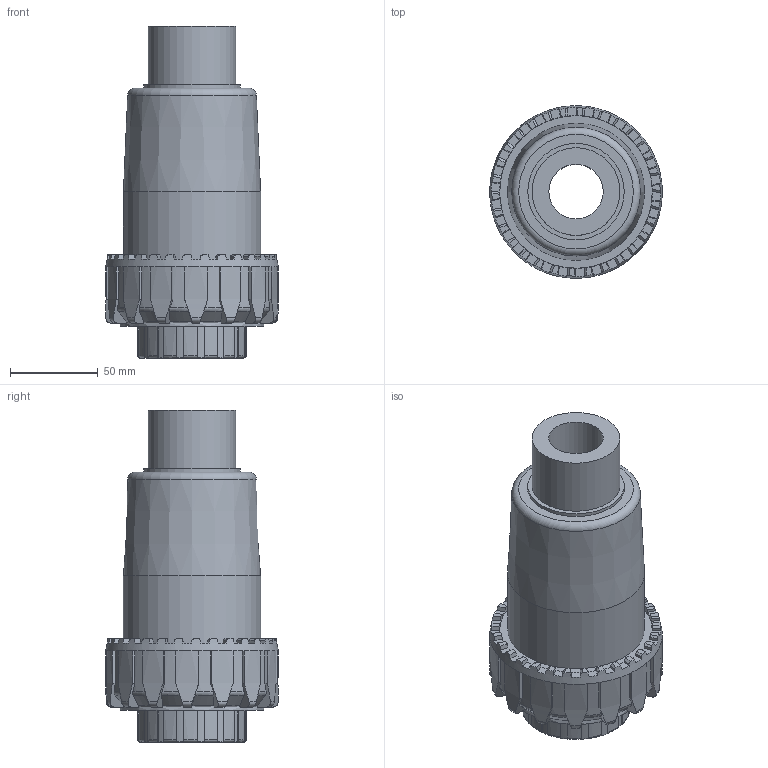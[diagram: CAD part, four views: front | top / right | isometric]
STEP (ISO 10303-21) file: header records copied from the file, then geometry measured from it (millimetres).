
FILE_DESCRIPTION(/* description */ (''),/* implementation_level */ '2;1');
FILE_NAME(/* name */ 'VZIV050E.iam.stp',/* time_stamp */ '2013-10-01T10:47:51+02:00',/* author */ ('bfaro'),/* organization */ (''),/* preprocessor_version */ 'ST-DEVELOPER v15.2',/* originating_system */ 'Autodesk Inventor 2014',/* authorisation */ '');
FILE_SCHEMA (('AUTOMOTIVE_DESIGN { 1 0 10303 214 3 1 1 }'));
Length unit declared in the file: millimetre
Products named in the file (4): cassa VA-VZ 50; NTVKD050V; ENDIV050; VZIV050E
Bounding box: 98.29 x 98.3 x 189.2 mm (x, y, z)
Volume: 406062.3 mm3; surface area: 116144 mm2
Topology: 3 solids, 3 shells, 449 faces, 1275 edges, 838 vertices
Faces by surface type: plane 332, cylinder 67, torus 33, cone 17
Full cylindrical faces by diameter (mm): 31 x1, 40 x1, 50 x2, 55 x1, 62 x1, 62.4 x1, 68 x1, 74 x1, 77.8 x1, 78.152 x1, 81.9 x1, 87 x1
Entity records: 15053 total; most frequent: CARTESIAN_POINT 3053, DIRECTION 2664, ORIENTED_EDGE 2506, EDGE_CURVE 1253, AXIS2_PLACEMENT_3D 1060, VERTEX_POINT 834, LINE 544, VECTOR 544
